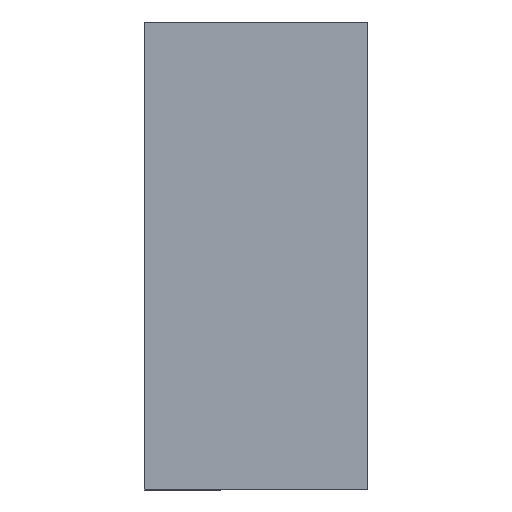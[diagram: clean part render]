
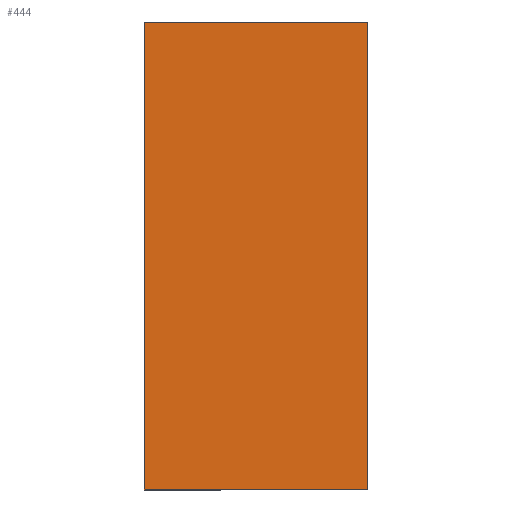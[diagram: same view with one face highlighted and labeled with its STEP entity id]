
A CAD part, front view. The second image highlights one B-rep face of the part: STEP entity #444.
In plain terms, the highlighted planar face has unit normal (0, -1, 0).
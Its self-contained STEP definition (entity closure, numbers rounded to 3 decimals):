
#55=FACE_OUTER_BOUND('',#81,.T.);
#81=EDGE_LOOP('',(#378,#379,#380,#381));
#114=LINE('',#667,#164);
#131=LINE('',#717,#181);
#133=LINE('',#721,#183);
#134=LINE('',#722,#184);
#164=VECTOR('',#539,10.);
#181=VECTOR('',#592,10.);
#183=VECTOR('',#596,10.);
#184=VECTOR('',#597,10.);
#210=VERTEX_POINT('',#664);
#211=VERTEX_POINT('',#666);
#226=VERTEX_POINT('',#716);
#227=VERTEX_POINT('',#720);
#256=EDGE_CURVE('',#210,#211,#114,.T.);
#281=EDGE_CURVE('',#226,#211,#131,.T.);
#283=EDGE_CURVE('',#227,#226,#133,.T.);
#284=EDGE_CURVE('',#227,#210,#134,.T.);
#378=ORIENTED_EDGE('',*,*,#283,.T.);
#379=ORIENTED_EDGE('',*,*,#281,.T.);
#380=ORIENTED_EDGE('',*,*,#256,.F.);
#381=ORIENTED_EDGE('',*,*,#284,.F.);
#422=PLANE('',#490);
#444=ADVANCED_FACE('',(#55),#422,.T.);
#490=AXIS2_PLACEMENT_3D('',#719,#594,#595);
#539=DIRECTION('',(0.,0.,-1.));
#592=DIRECTION('',(1.,0.,0.));
#594=DIRECTION('center_axis',(0.,-1.,0.));
#595=DIRECTION('ref_axis',(0.,0.,-1.));
#596=DIRECTION('',(0.,0.,-1.));
#597=DIRECTION('',(1.,0.,0.));
#664=CARTESIAN_POINT('',(699.,111.896,-204.749));
#666=CARTESIAN_POINT('',(699.,111.896,-237.249));
#667=CARTESIAN_POINT('',(699.,111.896,-204.749));
#716=CARTESIAN_POINT('',(683.5,111.896,-237.249));
#717=CARTESIAN_POINT('',(675.5,111.896,-237.249));
#719=CARTESIAN_POINT('Origin',(675.5,111.896,-204.749));
#720=CARTESIAN_POINT('',(683.5,111.896,-204.749));
#721=CARTESIAN_POINT('',(683.5,111.896,-212.874));
#722=CARTESIAN_POINT('',(675.5,111.896,-204.749));
